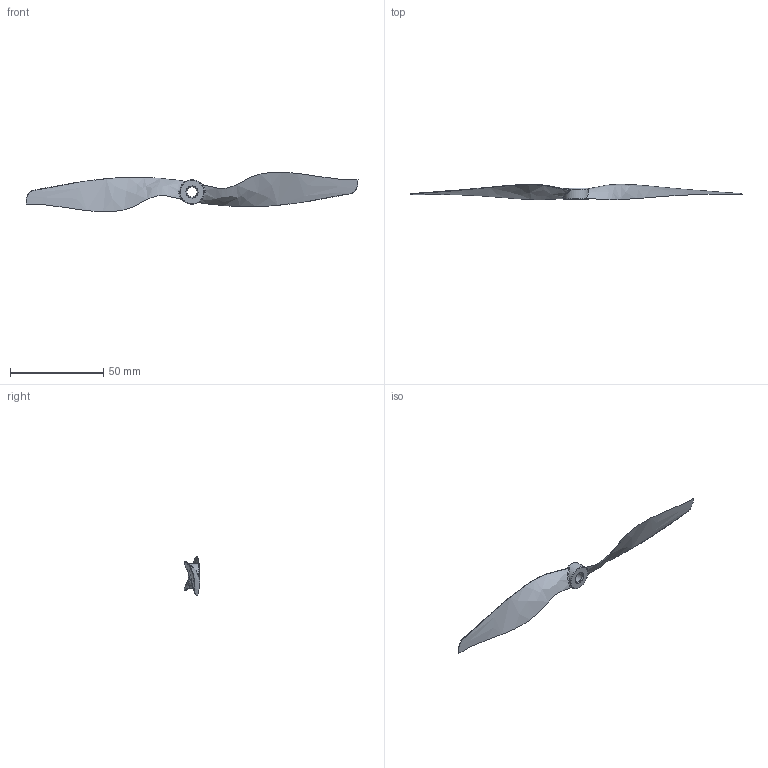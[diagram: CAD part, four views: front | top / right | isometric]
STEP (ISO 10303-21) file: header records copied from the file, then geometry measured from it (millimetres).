
FILE_DESCRIPTION(/* description */ (''),/* implementation_level */ '2;1');
FILE_NAME(/* name */ 'Propeller v21.step',/* time_stamp */ '2020-10-10T14:25:54+07:00',/* author */ (''),/* organization */ (''),/* preprocessor_version */ 'ST-DEVELOPER v18.1',/* originating_system */ 'Autodesk Translation Framework v9.3.0.1241',/* authorisation */ '');
FILE_SCHEMA (('AUTOMOTIVE_DESIGN { 1 0 10303 214 3 1 1 }'));
Length unit declared in the file: millimetre
Products named in the file (1): Propeller
Bounding box: 177.8 x 8.18 x 21.32 mm (x, y, z)
Volume: 2823.8 mm3; surface area: 5156.6 mm2
Topology: 1 solids, 1 shells, 47 faces, 133 edges, 88 vertices
Faces by surface type: bspline 36, torus 6, cylinder 3, plane 2
Full cylindrical faces by diameter (mm): 5.5 x1
Entity records: 4703 total; most frequent: CARTESIAN_POINT 3743, ORIENTED_EDGE 266, EDGE_CURVE 133, B_SPLINE_CURVE_WITH_KNOTS 88, VERTEX_POINT 88, DIRECTION 81, EDGE_LOOP 49, FACE_OUTER_BOUND 47
